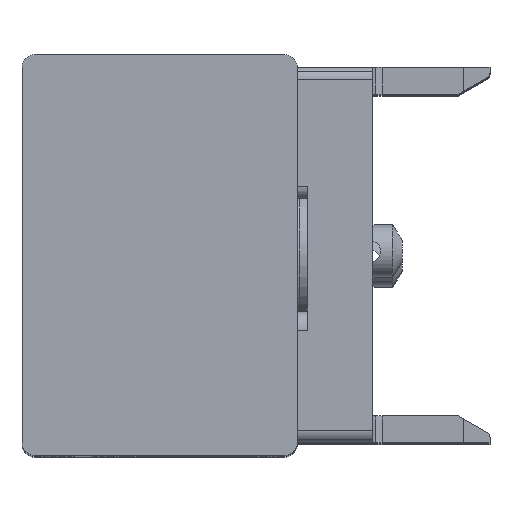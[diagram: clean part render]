
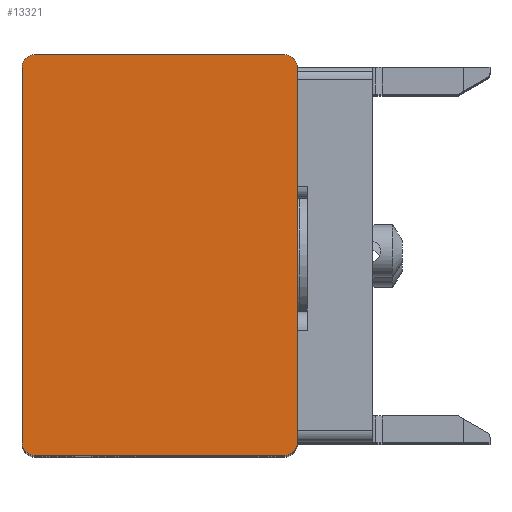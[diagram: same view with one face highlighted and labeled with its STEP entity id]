
A CAD part, top view. The second image highlights one B-rep face of the part: STEP entity #13321.
In plain terms, the highlighted face is planar.
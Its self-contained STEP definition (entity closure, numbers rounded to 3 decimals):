
#12627=CARTESIAN_POINT('',(-15.707,16.,10.707));
#12628=VERTEX_POINT('',#12627);
#12644=CARTESIAN_POINT('',(-15.0,16.,11.0));
#12645=VERTEX_POINT('',#12644);
#12652=CARTESIAN_POINT('',(-15.0,16.,10.0));
#12653=DIRECTION('',(0.0,-1.,0.0));
#12654=DIRECTION('',(-0.707,0.0,0.707));
#12655=AXIS2_PLACEMENT_3D('',#12652,#12653,#12654);
#12656=CIRCLE('',#12655,1.);
#12657=EDGE_CURVE('',#12645,#12628,#12656,.T.);
#12667=CARTESIAN_POINT('',(15.707,16.,10.707));
#12668=VERTEX_POINT('',#12667);
#12677=CARTESIAN_POINT('',(15.,16.,11.0));
#12678=VERTEX_POINT('',#12677);
#12679=CARTESIAN_POINT('',(15.,16.,10.0));
#12680=DIRECTION('',(0.0,-1.,0.0));
#12681=DIRECTION('',(0.707,0.0,0.707));
#12682=AXIS2_PLACEMENT_3D('',#12679,#12680,#12681);
#12683=CIRCLE('',#12682,1.);
#12684=EDGE_CURVE('',#12668,#12678,#12683,.T.);
#12711=CARTESIAN_POINT('',(15.707,16.,-10.707));
#12712=VERTEX_POINT('',#12711);
#12728=CARTESIAN_POINT('',(15.,16.,-11.0));
#12729=VERTEX_POINT('',#12728);
#12736=CARTESIAN_POINT('',(15.,16.,-10.0));
#12737=DIRECTION('',(0.0,-1.,0.0));
#12738=DIRECTION('',(0.707,0.0,-0.707));
#12739=AXIS2_PLACEMENT_3D('',#12736,#12737,#12738);
#12740=CIRCLE('',#12739,1.);
#12741=EDGE_CURVE('',#12729,#12712,#12740,.T.);
#12751=CARTESIAN_POINT('',(-15.707,16.,-10.707));
#12752=VERTEX_POINT('',#12751);
#12761=CARTESIAN_POINT('',(-15.0,16.,-11.0));
#12762=VERTEX_POINT('',#12761);
#12763=CARTESIAN_POINT('',(-15.0,16.,-10.0));
#12764=DIRECTION('',(0.0,-1.,0.0));
#12765=DIRECTION('',(-0.707,0.0,-0.707));
#12766=AXIS2_PLACEMENT_3D('',#12763,#12764,#12765);
#12767=CIRCLE('',#12766,1.);
#12768=EDGE_CURVE('',#12752,#12762,#12767,.T.);
#13095=CARTESIAN_POINT('',(-16.0,16.,-10.0));
#13096=VERTEX_POINT('',#13095);
#13103=CARTESIAN_POINT('',(-15.0,16.,-10.0));
#13104=DIRECTION('',(0.0,-1.,0.0));
#13105=DIRECTION('',(-0.707,0.0,-0.707));
#13106=AXIS2_PLACEMENT_3D('',#13103,#13104,#13105);
#13107=CIRCLE('',#13106,1.);
#13108=EDGE_CURVE('',#13096,#12752,#13107,.T.);
#13127=CARTESIAN_POINT('',(-16.0,16.,10.0));
#13128=VERTEX_POINT('',#13127);
#13135=CARTESIAN_POINT('',(-16.0,16.,-10.0));
#13136=DIRECTION('',(0.0,0.0,1.0));
#13137=VECTOR('',#13136,20.0);
#13138=LINE('',#13135,#13137);
#13139=EDGE_CURVE('',#13096,#13128,#13138,.T.);
#13207=CARTESIAN_POINT('',(16.0,16.,-10.0));
#13208=VERTEX_POINT('',#13207);
#13209=CARTESIAN_POINT('',(15.,16.,-10.0));
#13210=DIRECTION('',(0.0,-1.,0.0));
#13211=DIRECTION('',(0.707,0.0,-0.707));
#13212=AXIS2_PLACEMENT_3D('',#13209,#13210,#13211);
#13213=CIRCLE('',#13212,1.);
#13214=EDGE_CURVE('',#12712,#13208,#13213,.T.);
#13232=CARTESIAN_POINT('',(16.0,16.,10.0));
#13233=VERTEX_POINT('',#13232);
#13234=CARTESIAN_POINT('',(16.0,16.,-10.0));
#13235=DIRECTION('',(0.0,0.0,1.0));
#13236=VECTOR('',#13235,20.0);
#13237=LINE('',#13234,#13236);
#13238=EDGE_CURVE('',#13208,#13233,#13237,.T.);
#13280=CARTESIAN_POINT('',(-16.0,16.,-11.0));
#13281=DIRECTION('',(0.0,1.0,0.0));
#13282=DIRECTION('',(0.0,0.0,1.0));
#13283=AXIS2_PLACEMENT_3D('',#13280,#13281,#13282);
#13284=PLANE('',#13283);
#13285=ORIENTED_EDGE('',*,*,#13108,.F.);
#13286=ORIENTED_EDGE('',*,*,#13139,.T.);
#13287=CARTESIAN_POINT('',(-15.0,16.,10.0));
#13288=DIRECTION('',(0.0,-1.,0.0));
#13289=DIRECTION('',(-0.707,0.0,0.707));
#13290=AXIS2_PLACEMENT_3D('',#13287,#13288,#13289);
#13291=CIRCLE('',#13290,1.);
#13292=EDGE_CURVE('',#12628,#13128,#13291,.T.);
#13293=ORIENTED_EDGE('',*,*,#13292,.F.);
#13294=ORIENTED_EDGE('',*,*,#12657,.F.);
#13295=CARTESIAN_POINT('',(-15.0,16.,11.0));
#13296=DIRECTION('',(1.0,0.0,0.0));
#13297=VECTOR('',#13296,30.0);
#13298=LINE('',#13295,#13297);
#13299=EDGE_CURVE('',#12645,#12678,#13298,.T.);
#13300=ORIENTED_EDGE('',*,*,#13299,.T.);
#13301=ORIENTED_EDGE('',*,*,#12684,.F.);
#13302=CARTESIAN_POINT('',(15.,16.,10.0));
#13303=DIRECTION('',(0.0,-1.,0.0));
#13304=DIRECTION('',(0.707,0.0,0.707));
#13305=AXIS2_PLACEMENT_3D('',#13302,#13303,#13304);
#13306=CIRCLE('',#13305,1.);
#13307=EDGE_CURVE('',#13233,#12668,#13306,.T.);
#13308=ORIENTED_EDGE('',*,*,#13307,.F.);
#13309=ORIENTED_EDGE('',*,*,#13238,.F.);
#13310=ORIENTED_EDGE('',*,*,#13214,.F.);
#13311=ORIENTED_EDGE('',*,*,#12741,.F.);
#13312=CARTESIAN_POINT('',(15.,16.,-11.0));
#13313=DIRECTION('',(-1.0,0.0,0.0));
#13314=VECTOR('',#13313,30.0);
#13315=LINE('',#13312,#13314);
#13316=EDGE_CURVE('',#12729,#12762,#13315,.T.);
#13317=ORIENTED_EDGE('',*,*,#13316,.T.);
#13318=ORIENTED_EDGE('',*,*,#12768,.F.);
#13319=EDGE_LOOP('',(#13285,#13286,#13293,#13294,#13300,#13301,#13308,#13309,#13310,#13311,#13317,#13318));
#13320=FACE_OUTER_BOUND('',#13319,.T.);
#13321=ADVANCED_FACE('',(#13320),#13284,.T.);
